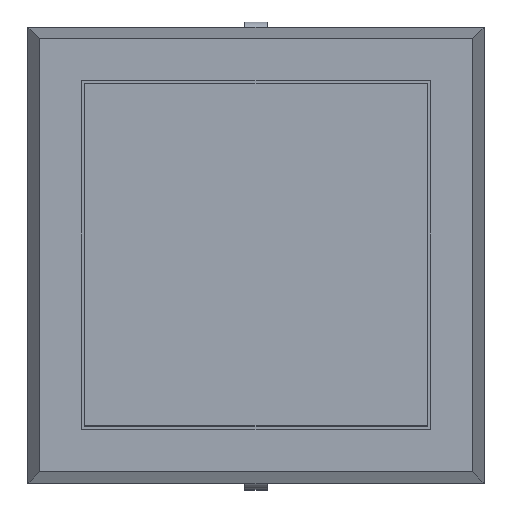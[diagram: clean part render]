
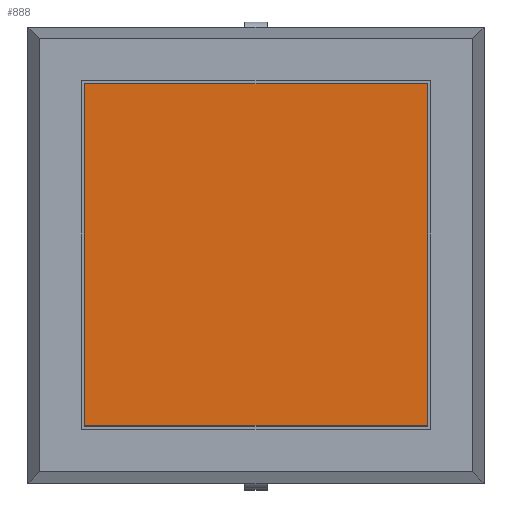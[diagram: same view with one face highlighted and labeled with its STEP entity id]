
A CAD part, top view. The second image highlights one B-rep face of the part: STEP entity #888.
In plain terms, the highlighted planar face has unit normal (0, 0, 1).
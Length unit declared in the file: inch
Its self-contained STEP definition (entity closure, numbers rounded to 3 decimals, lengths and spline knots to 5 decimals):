
#746=CARTESIAN_POINT('',(0.14764,-0.14764,0.5315));
#747=VERTEX_POINT('',#746);
#748=CARTESIAN_POINT('',(-0.14764,-0.14764,0.5315));
#749=VERTEX_POINT('',#748);
#750=CARTESIAN_POINT('',(0.14764,-0.14764,0.5315));
#751=DIRECTION('',(-1.0,0.0,0.0));
#752=VECTOR('',#751,0.29528);
#753=LINE('',#750,#752);
#754=EDGE_CURVE('',#747,#749,#753,.T.);
#786=CARTESIAN_POINT('',(-0.14764,0.14764,0.5315));
#787=VERTEX_POINT('',#786);
#788=CARTESIAN_POINT('',(-0.14764,-0.14764,0.5315));
#789=DIRECTION('',(0.0,1.0,0.0));
#790=VECTOR('',#789,0.29528);
#791=LINE('',#788,#790);
#792=EDGE_CURVE('',#749,#787,#791,.T.);
#823=CARTESIAN_POINT('',(0.14764,0.14764,0.5315));
#824=VERTEX_POINT('',#823);
#825=CARTESIAN_POINT('',(-0.14764,0.14764,0.5315));
#826=DIRECTION('',(1.0,0.0,0.0));
#827=VECTOR('',#826,0.29528);
#828=LINE('',#825,#827);
#829=EDGE_CURVE('',#787,#824,#828,.T.);
#854=CARTESIAN_POINT('',(0.14764,0.14764,0.5315));
#855=DIRECTION('',(0.0,-1.0,0.0));
#856=VECTOR('',#855,0.29528);
#857=LINE('',#854,#856);
#858=EDGE_CURVE('',#824,#747,#857,.T.);
#877=CARTESIAN_POINT('',(-0.1624,-0.1624,0.5315));
#878=DIRECTION('',(0.0,0.0,1.0));
#879=DIRECTION('',(1.0,0.0,0.0));
#880=AXIS2_PLACEMENT_3D('',#877,#878,#879);
#881=PLANE('',#880);
#882=ORIENTED_EDGE('',*,*,#754,.F.);
#883=ORIENTED_EDGE('',*,*,#858,.F.);
#884=ORIENTED_EDGE('',*,*,#829,.F.);
#885=ORIENTED_EDGE('',*,*,#792,.F.);
#886=EDGE_LOOP('',(#882,#883,#884,#885));
#887=FACE_OUTER_BOUND('',#886,.T.);
#888=ADVANCED_FACE('',(#887),#881,.T.);
